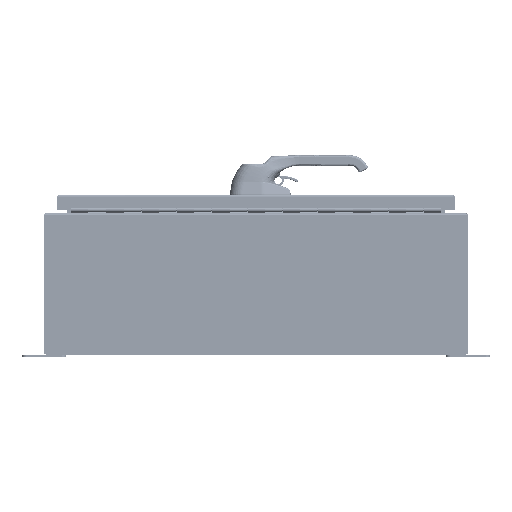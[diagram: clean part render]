
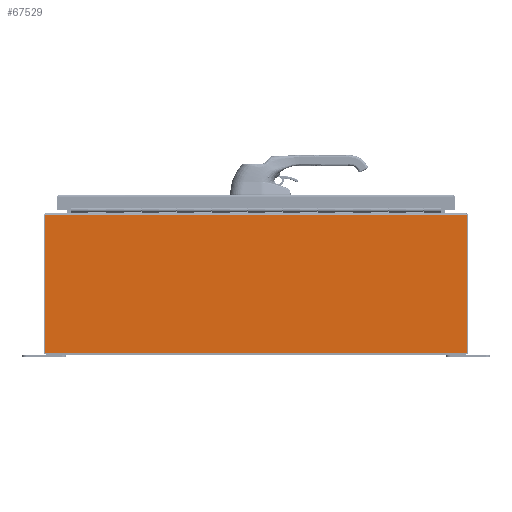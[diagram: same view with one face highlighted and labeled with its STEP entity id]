
A CAD part, left-side view. The second image highlights one B-rep face of the part: STEP entity #67529.
In plain terms, the highlighted face is planar.
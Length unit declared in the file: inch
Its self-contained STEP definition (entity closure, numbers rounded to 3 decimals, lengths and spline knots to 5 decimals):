
#1351 = VERTEX_POINT ( 'NONE', #95295 ) ;
#3428 = EDGE_LOOP ( 'NONE', ( #13732, #130273, #68063, #40763 ) ) ;
#13732 = ORIENTED_EDGE ( 'NONE', *, *, #63407, .T. ) ;
#21320 = VECTOR ( 'NONE', #63814, 39.37008 ) ;
#23437 = EDGE_CURVE ( 'NONE', #1351, #91689, #99491, .T. ) ;
#25166 = LINE ( 'NONE', #27245, #21320 ) ;
#27245 = CARTESIAN_POINT ( 'NONE',  ( 3.89475, -5.963, 0.074 ) ) ;
#40763 = ORIENTED_EDGE ( 'NONE', *, *, #137503, .F. ) ;
#42817 = CARTESIAN_POINT ( 'NONE',  ( 3.89475, -11.926, 0.074 ) ) ;
#44343 = DIRECTION ( 'NONE',  ( 0., 0., 1. ) ) ;
#51598 = CARTESIAN_POINT ( 'NONE',  ( 3.926, -11.926, 0.074 ) ) ;
#63399 = VECTOR ( 'NONE', #130201, 39.37008 ) ;
#63407 = EDGE_CURVE ( 'NONE', #68492, #91689, #25166, .T. ) ;
#63814 = DIRECTION ( 'NONE',  ( 0., 1., 0. ) ) ;
#67529 = ADVANCED_FACE ( 'NONE', ( #111222 ), #140692, .T. ) ;
#68063 = ORIENTED_EDGE ( 'NONE', *, *, #150642, .F. ) ;
#68492 = VERTEX_POINT ( 'NONE', #42817 ) ;
#74179 = CARTESIAN_POINT ( 'NONE',  ( 3.89475, 11.926, 0.074 ) ) ;
#84171 = LINE ( 'NONE', #51598, #144766 ) ;
#90107 = VERTEX_POINT ( 'NONE', #116425 ) ;
#91689 = VERTEX_POINT ( 'NONE', #74179 ) ;
#95295 = CARTESIAN_POINT ( 'NONE',  ( -3.926, 11.926, 0.074 ) ) ;
#95441 = VECTOR ( 'NONE', #118890, 39.37008 ) ;
#99491 = LINE ( 'NONE', #105860, #63399 ) ;
#100390 = DIRECTION ( 'NONE',  ( -1., 0., 0. ) ) ;
#105860 = CARTESIAN_POINT ( 'NONE',  ( -3.926, 11.926, 0.074 ) ) ;
#111222 = FACE_OUTER_BOUND ( 'NONE', #3428, .T. ) ;
#116425 = CARTESIAN_POINT ( 'NONE',  ( -3.926, -11.926, 0.074 ) ) ;
#116898 = CARTESIAN_POINT ( 'NONE',  ( 0., 0., 0.074 ) ) ;
#118890 = DIRECTION ( 'NONE',  ( 0., 1., 0. ) ) ;
#123346 = AXIS2_PLACEMENT_3D ( 'NONE', #116898, #44343, #129090 ) ;
#127615 = LINE ( 'NONE', #143144, #95441 ) ;
#129090 = DIRECTION ( 'NONE',  ( 1., 0., 0. ) ) ;
#130201 = DIRECTION ( 'NONE',  ( 1., 0., 0. ) ) ;
#130273 = ORIENTED_EDGE ( 'NONE', *, *, #23437, .F. ) ;
#137503 = EDGE_CURVE ( 'NONE', #68492, #90107, #84171, .T. ) ;
#140692 = PLANE ( 'NONE',  #123346 ) ;
#143144 = CARTESIAN_POINT ( 'NONE',  ( -3.926, -11.926, 0.074 ) ) ;
#144766 = VECTOR ( 'NONE', #100390, 39.37008 ) ;
#150642 = EDGE_CURVE ( 'NONE', #90107, #1351, #127615, .T. ) ;
